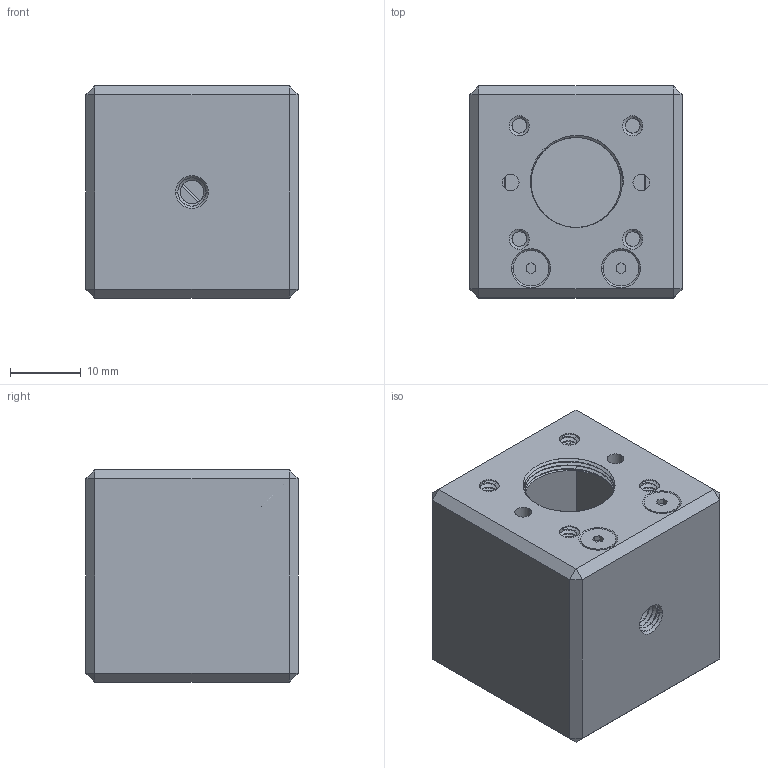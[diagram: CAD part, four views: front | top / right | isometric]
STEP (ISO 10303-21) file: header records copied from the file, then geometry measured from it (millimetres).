
FILE_DESCRIPTION((''),'2;1');
FILE_NAME('CSL16-M01_M_ASM','2023-05-13T09:30:39',('R&D'),(''),'CREO PARAMETRIC BY PTC INC, 2021063','CREO PARAMETRIC BY PTC INC, 2021063','');
FILE_SCHEMA(('CONFIG_CONTROL_DESIGN'));
Length unit declared in the file: millimetre
Products named in the file (5): M2_5X5_KM; CSL16-M01_A2; CSL16-M01_A1; LENS_20X20X20; CSL16-M01_M_ASM
Assembly tree (7 placements, depth 2):
  CSL16-M01_M_ASM
    M2_5X5_KM  x4
    CSL16-M01_A2
    CSL16-M01_A1
    LENS_20X20X20
Bounding box: 29.97 x 29.97 x 29.97 mm (x, y, z)
Volume: 15447.9 mm3; surface area: 12348.9 mm2
Topology: 7 solids, 7 shells, 547 faces, 1470 edges, 939 vertices
Faces by surface type: cylinder 265, plane 134, bspline 112, cone 36
Entity records: 32371 total; most frequent: CARTESIAN_POINT 21105, ORIENTED_EDGE 2696, DIRECTION 1668, EDGE_CURVE 1348, VERTEX_POINT 867, VECTOR 612, LINE 612, B_SPLINE_CURVE_WITH_KNOTS 604
